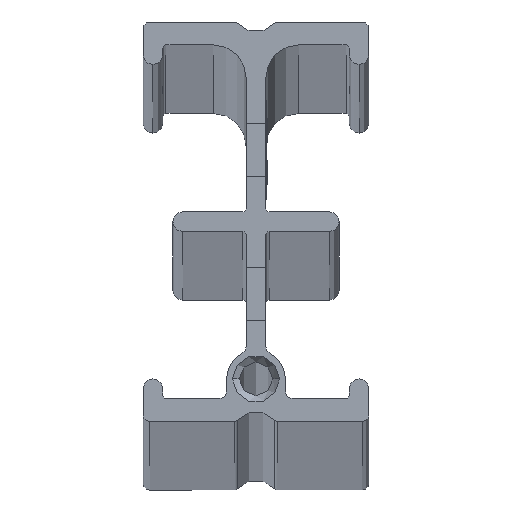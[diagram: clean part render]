
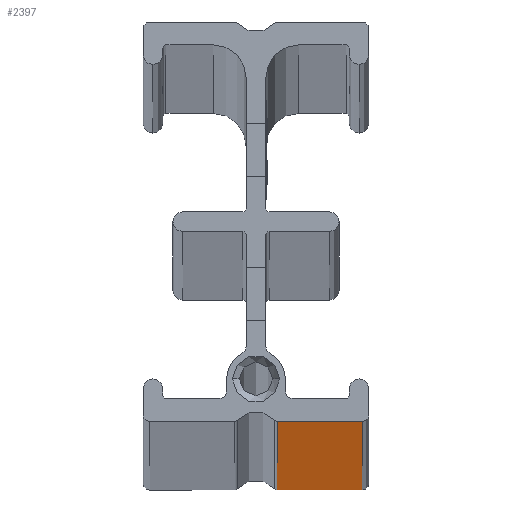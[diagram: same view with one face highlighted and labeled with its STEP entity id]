
A CAD part, top view. The second image highlights one B-rep face of the part: STEP entity #2397.
In plain terms, the highlighted planar face has unit normal (0, -1, 0).
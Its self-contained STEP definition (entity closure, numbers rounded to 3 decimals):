
#195 = VERTEX_POINT ( 'NONE', #15935 ) ;
#235 = LINE ( 'NONE', #17197, #11095 ) ;
#1350 = DIRECTION ( 'NONE',  ( 1., 0., 0. ) ) ;
#1676 = PLANE ( 'NONE',  #13520 ) ;
#1850 = CARTESIAN_POINT ( 'NONE',  ( 3.24, -30.5, 0. ) ) ;
#1875 = LINE ( 'NONE', #5389, #16284 ) ;
#2004 = LINE ( 'NONE', #1850, #8652 ) ;
#2267 = LINE ( 'NONE', #15949, #15632 ) ;
#2397 = ADVANCED_FACE ( 'NONE', ( #16681 ), #1676, .F. ) ;
#3173 = CARTESIAN_POINT ( 'NONE',  ( 17.25, -30.5, 6000. ) ) ;
#3187 = CARTESIAN_POINT ( 'NONE',  ( 3.24, -30.5, 0. ) ) ;
#3232 = DIRECTION ( 'NONE',  ( 0., 1., 0. ) ) ;
#3318 = EDGE_CURVE ( 'NONE', #195, #6798, #2004, .T. ) ;
#4380 = EDGE_LOOP ( 'NONE', ( #5782, #16217, #14351, #15561 ) ) ;
#4853 = EDGE_CURVE ( 'NONE', #15108, #6604, #1875, .T. ) ;
#4855 = EDGE_CURVE ( 'NONE', #195, #6604, #2267, .T. ) ;
#5389 = CARTESIAN_POINT ( 'NONE',  ( 16.25, -30.5, 6000. ) ) ;
#5782 = ORIENTED_EDGE ( 'NONE', *, *, #4855, .F. ) ;
#5925 = CARTESIAN_POINT ( 'NONE',  ( 16.25, -30.5, 6000. ) ) ;
#6085 = DIRECTION ( 'NONE',  ( 0., 0., -1. ) ) ;
#6604 = VERTEX_POINT ( 'NONE', #5925 ) ;
#6798 = VERTEX_POINT ( 'NONE', #3187 ) ;
#7229 = CARTESIAN_POINT ( 'NONE',  ( 16.25, -30.5, 0. ) ) ;
#8652 = VECTOR ( 'NONE', #6085, 1000. ) ;
#11095 = VECTOR ( 'NONE', #13296, 1000. ) ;
#12580 = DIRECTION ( 'NONE',  ( -1., 0., 0. ) ) ;
#13296 = DIRECTION ( 'NONE',  ( 1., 0., 0. ) ) ;
#13520 = AXIS2_PLACEMENT_3D ( 'NONE', #3173, #3232, #12580 ) ;
#14351 = ORIENTED_EDGE ( 'NONE', *, *, #16573, .T. ) ;
#15108 = VERTEX_POINT ( 'NONE', #7229 ) ;
#15561 = ORIENTED_EDGE ( 'NONE', *, *, #4853, .T. ) ;
#15632 = VECTOR ( 'NONE', #1350, 1000. ) ;
#15935 = CARTESIAN_POINT ( 'NONE',  ( 3.24, -30.5, 6000. ) ) ;
#15949 = CARTESIAN_POINT ( 'NONE',  ( 17.25, -30.5, 6000. ) ) ;
#16015 = DIRECTION ( 'NONE',  ( 0., 0., 1. ) ) ;
#16217 = ORIENTED_EDGE ( 'NONE', *, *, #3318, .T. ) ;
#16284 = VECTOR ( 'NONE', #16015, 1000. ) ;
#16573 = EDGE_CURVE ( 'NONE', #6798, #15108, #235, .T. ) ;
#16681 = FACE_OUTER_BOUND ( 'NONE', #4380, .T. ) ;
#17197 = CARTESIAN_POINT ( 'NONE',  ( 17.25, -30.5, 0. ) ) ;
